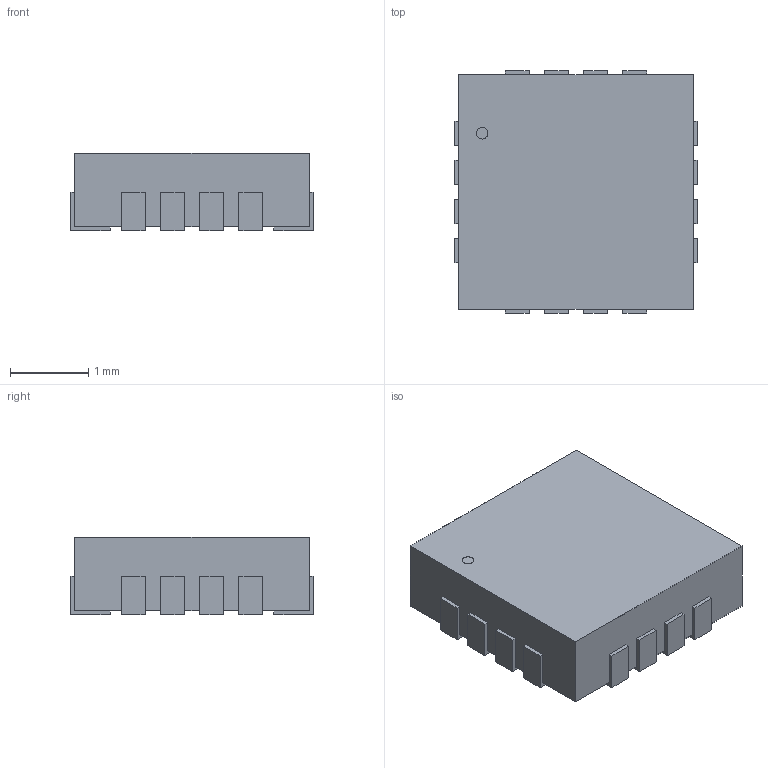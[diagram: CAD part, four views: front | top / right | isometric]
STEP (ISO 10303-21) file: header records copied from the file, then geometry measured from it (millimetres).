
FILE_DESCRIPTION(('STEP AP214'),'1');
FILE_NAME('MMC5983MA_MEM','2024-12-16T06:29:59',(''),(''),'','','');
FILE_SCHEMA(('AUTOMOTIVE_DESIGN'));
Length unit declared in the file: millimetre
Products named in the file (1): product
Bounding box: 3.1 x 3.1 x 0.99 mm (x, y, z)
Volume: 8.7 mm3; surface area: 40.5 mm2
Topology: 18 solids, 18 shells, 137 faces, 303 edges, 202 vertices
Faces by surface type: plane 136, cylinder 1
Full cylindrical faces by diameter (mm): 0.15 x1
Entity records: 3669 total; most frequent: ORIENTED_EDGE 604, DIRECTION 582, CARTESIAN_POINT 343, EDGE_CURVE 302, LINE 300, VECTOR 300, VERTEX_POINT 202, AXIS2_PLACEMENT_3D 141
